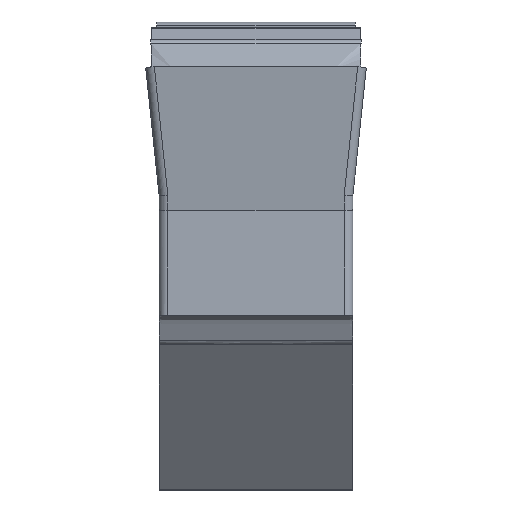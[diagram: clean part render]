
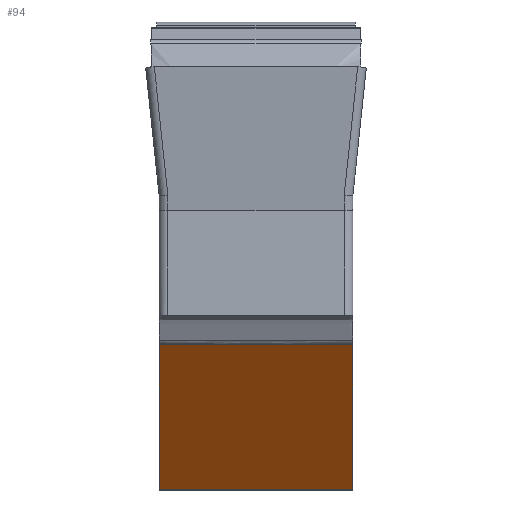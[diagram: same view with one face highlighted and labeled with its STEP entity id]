
A CAD part, front view. The second image highlights one B-rep face of the part: STEP entity #94.
In plain terms, the highlighted planar face has unit normal (0, -0.342, -0.94).
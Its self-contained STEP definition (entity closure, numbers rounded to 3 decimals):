
#94=ADVANCED_FACE('',(#150),#113,.F.);
#113=PLANE('',#879);
#150=FACE_OUTER_BOUND('',#190,.T.);
#190=EDGE_LOOP('',(#424,#425,#426,#427));
#424=ORIENTED_EDGE('',*,*,#534,.F.);
#425=ORIENTED_EDGE('',*,*,#625,.T.);
#426=ORIENTED_EDGE('',*,*,#544,.F.);
#427=ORIENTED_EDGE('',*,*,#624,.F.);
#462=VERTEX_POINT('',#1281);
#463=VERTEX_POINT('',#1283);
#472=VERTEX_POINT('',#1302);
#473=VERTEX_POINT('',#1304);
#534=EDGE_CURVE('',#462,#463,#635,.T.);
#544=EDGE_CURVE('',#472,#473,#640,.T.);
#624=EDGE_CURVE('',#463,#472,#688,.T.);
#625=EDGE_CURVE('',#462,#473,#689,.T.);
#635=LINE('',#1282,#698);
#640=LINE('',#1303,#703);
#688=LINE('',#1669,#755);
#689=LINE('',#1671,#756);
#698=VECTOR('',#904,1.);
#703=VECTOR('',#921,1.);
#755=VECTOR('',#1069,1.);
#756=VECTOR('',#1072,1.);
#879=AXIS2_PLACEMENT_3D('',#1672,#1073,#1074);
#904=DIRECTION('',(0.,0.94,-0.342));
#921=DIRECTION('',(0.,-0.94,0.342));
#1069=DIRECTION('',(-1.,0.,0.));
#1072=DIRECTION('',(-1.,0.,0.));
#1073=DIRECTION('',(0.,0.342,0.94));
#1074=DIRECTION('',(0.,-0.94,0.342));
#1281=CARTESIAN_POINT('',(2.2,-5.913,-6.306));
#1282=CARTESIAN_POINT('',(2.2,-2.718,-7.468));
#1283=CARTESIAN_POINT('',(2.2,3.105,-9.588));
#1302=CARTESIAN_POINT('',(-2.2,3.105,-9.588));
#1303=CARTESIAN_POINT('',(-2.2,-2.718,-7.468));
#1304=CARTESIAN_POINT('',(-2.2,-5.913,-6.306));
#1669=CARTESIAN_POINT('',(4.2,3.105,-9.588));
#1671=CARTESIAN_POINT('',(4.2,-5.913,-6.306));
#1672=CARTESIAN_POINT('',(4.2,-5.913,-6.306));
